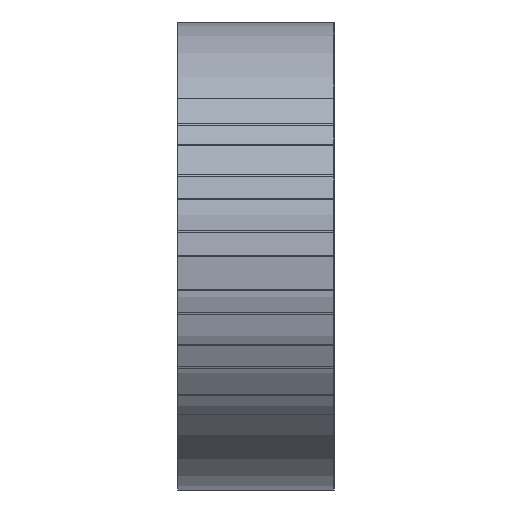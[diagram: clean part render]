
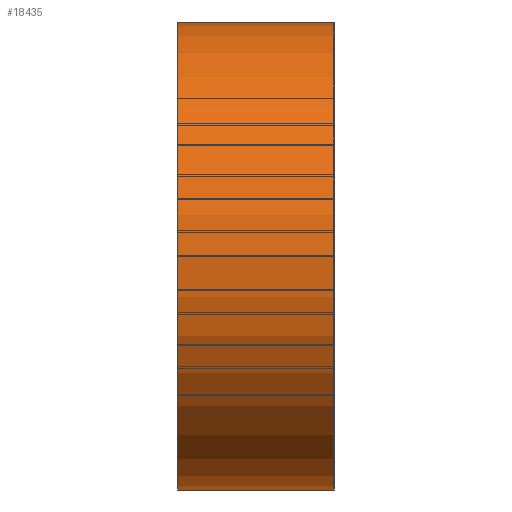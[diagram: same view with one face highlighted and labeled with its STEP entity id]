
A CAD part, left-side view. The second image highlights one B-rep face of the part: STEP entity #18435.
In plain terms, the highlighted cylindrical face has radius 38.1 mm (diameter 76.2 mm), a partial arc.
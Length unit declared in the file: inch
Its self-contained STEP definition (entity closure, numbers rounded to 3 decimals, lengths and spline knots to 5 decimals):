
#330 = VERTEX_POINT ( 'NONE', #9465 ) ;
#1367 = EDGE_CURVE ( 'NONE', #25262, #11820, #35065, .T. ) ;
#1926 = EDGE_CURVE ( 'NONE', #21685, #25262, #8230, .T. ) ;
#2241 = CARTESIAN_POINT ( 'NONE',  ( -12.55006, 1., 1.5 ) ) ;
#2558 = CARTESIAN_POINT ( 'NONE',  ( -12.55006, 1., -1.5 ) ) ;
#5001 = ORIENTED_EDGE ( 'NONE', *, *, #1367, .F. ) ;
#7517 = CARTESIAN_POINT ( 'NONE',  ( -12.55006, 1., 0. ) ) ;
#8230 = CIRCLE ( 'NONE', #21976, 1.5 ) ;
#9465 = CARTESIAN_POINT ( 'NONE',  ( -12.55006, 0., -1.5 ) ) ;
#10123 = DIRECTION ( 'NONE',  ( 0., -1., 0. ) ) ;
#11241 = CARTESIAN_POINT ( 'NONE',  ( -12.55006, 0., 0. ) ) ;
#11348 = FACE_OUTER_BOUND ( 'NONE', #36647, .T. ) ;
#11820 = VERTEX_POINT ( 'NONE', #28064 ) ;
#11839 = CIRCLE ( 'NONE', #16711, 1.5 ) ;
#11947 = VECTOR ( 'NONE', #10123, 39.37008 ) ;
#12107 = ORIENTED_EDGE ( 'NONE', *, *, #24731, .T. ) ;
#12766 = DIRECTION ( 'NONE',  ( 0., 1., 0. ) ) ;
#13425 = AXIS2_PLACEMENT_3D ( 'NONE', #7517, #13497, #33792 ) ;
#13497 = DIRECTION ( 'NONE',  ( 0., -1., 0. ) ) ;
#14142 = DIRECTION ( 'NONE',  ( 0., 0., 1. ) ) ;
#15649 = DIRECTION ( 'NONE',  ( 0., -1., 0. ) ) ;
#16711 = AXIS2_PLACEMENT_3D ( 'NONE', #11241, #31516, #14142 ) ;
#17588 = ORIENTED_EDGE ( 'NONE', *, *, #24966, .T. ) ;
#18435 = ADVANCED_FACE ( 'NONE', ( #11348 ), #33546, .T. ) ;
#18728 = CARTESIAN_POINT ( 'NONE',  ( -12.55006, 1., 1.5 ) ) ;
#21685 = VERTEX_POINT ( 'NONE', #2558 ) ;
#21976 = AXIS2_PLACEMENT_3D ( 'NONE', #30120, #12766, #33034 ) ;
#23218 = ORIENTED_EDGE ( 'NONE', *, *, #1926, .F. ) ;
#24731 = EDGE_CURVE ( 'NONE', #21685, #330, #26797, .T. ) ;
#24966 = EDGE_CURVE ( 'NONE', #330, #11820, #11839, .T. ) ;
#25262 = VERTEX_POINT ( 'NONE', #2241 ) ;
#26797 = LINE ( 'NONE', #35954, #35428 ) ;
#28064 = CARTESIAN_POINT ( 'NONE',  ( -12.55006, 0., 1.5 ) ) ;
#30120 = CARTESIAN_POINT ( 'NONE',  ( -12.55006, 1., 0. ) ) ;
#31516 = DIRECTION ( 'NONE',  ( 0., 1., 0. ) ) ;
#33034 = DIRECTION ( 'NONE',  ( 0., 0., 1. ) ) ;
#33546 = CYLINDRICAL_SURFACE ( 'NONE', #13425, 1.5 ) ;
#33792 = DIRECTION ( 'NONE',  ( 0., 0., -1. ) ) ;
#35065 = LINE ( 'NONE', #18728, #11947 ) ;
#35428 = VECTOR ( 'NONE', #15649, 39.37008 ) ;
#35954 = CARTESIAN_POINT ( 'NONE',  ( -12.55006, 1., -1.5 ) ) ;
#36647 = EDGE_LOOP ( 'NONE', ( #17588, #5001, #23218, #12107 ) ) ;
